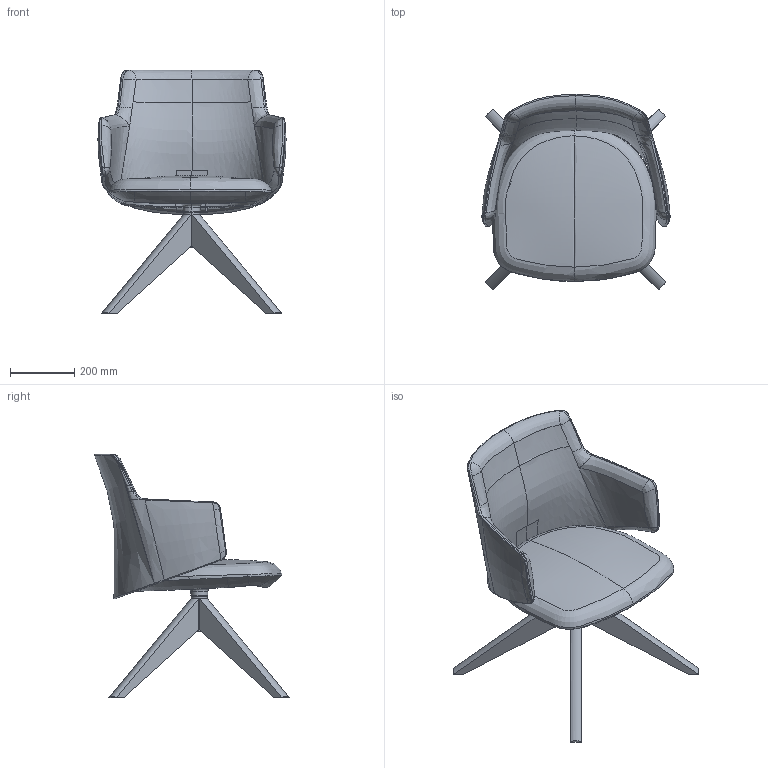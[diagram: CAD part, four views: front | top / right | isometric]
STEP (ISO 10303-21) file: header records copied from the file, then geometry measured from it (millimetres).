
FILE_DESCRIPTION(/* description */ (''),/* implementation_level */ '2;1');
FILE_NAME(/* name */ 'MELODY~1',/* time_stamp */ '2019-06-19T13:58:48+02:00',/* author */ (''),/* organization */ (''),/* preprocessor_version */ 'ST-DEVELOPER v15',/* originating_system */ '',/* authorisation */ '');
FILE_SCHEMA (('AUTOMOTIVE_DESIGN'));
Length unit declared in the file: millimetre
Products named in the file (1): Document
Bounding box: 584.11 x 605.14 x 757.22 mm (x, y, z)
Surface area: 1715866.9 mm2 (no closed solid volume)
Topology: 0 solids, 12 shells, 209 faces, 636 edges, 387 vertices
Faces by surface type: bspline 169, plane 40
Entity records: 50467 total; most frequent: CARTESIAN_POINT 46818, ORIENTED_EDGE 1087, EDGE_CURVE 631, B_SPLINE_CURVE_WITH_KNOTS 529, VERTEX_POINT 383, ADVANCED_FACE 209, FACE_OUTER_BOUND 209, EDGE_LOOP 209
